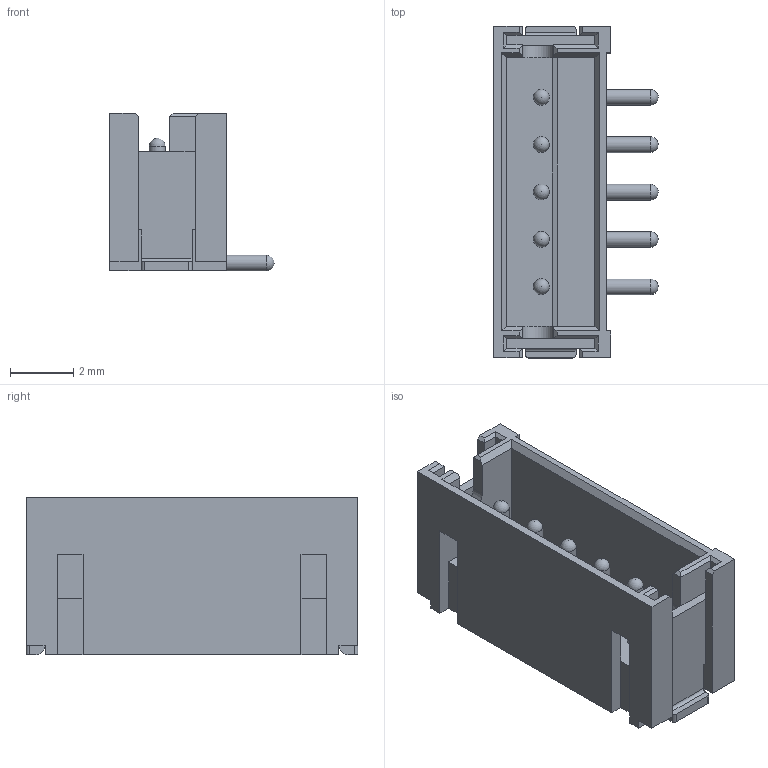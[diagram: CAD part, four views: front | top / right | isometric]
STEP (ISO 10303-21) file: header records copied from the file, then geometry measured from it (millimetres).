
FILE_DESCRIPTION(/* description */ (''),/* implementation_level */ '2;1');
FILE_NAME(/* name */ 'B5B-ZR-SM4-TF.step',/* time_stamp */ '2023-11-07T16:22:53+03:00',/* author */ ('Sandman'),/* organization */ (''),/* preprocessor_version */ 'ST-DEVELOPER v18.1',/* originating_system */ 'Autodesk Inventor 2021',/* authorisation */ '');
FILE_SCHEMA (('AUTOMOTIVE_DESIGN { 1 0 10303 214 3 1 1 }'));
Length unit declared in the file: millimetre
Products named in the file (1): ZH_connector
Bounding box: 5.2 x 10.5 x 5 mm (x, y, z)
Volume: 95.7 mm3; surface area: 380.5 mm2
Topology: 1 solids, 1 shells, 158 faces, 445 edges, 285 vertices
Faces by surface type: plane 118, cylinder 25, sphere 10, torus 5
Full cylindrical faces by diameter (mm): 0.5 x15
Entity records: 5093 total; most frequent: CARTESIAN_POINT 879, ORIENTED_EDGE 870, DIRECTION 833, EDGE_CURVE 435, LINE 355, VECTOR 355, VERTEX_POINT 285, AXIS2_PLACEMENT_3D 239
